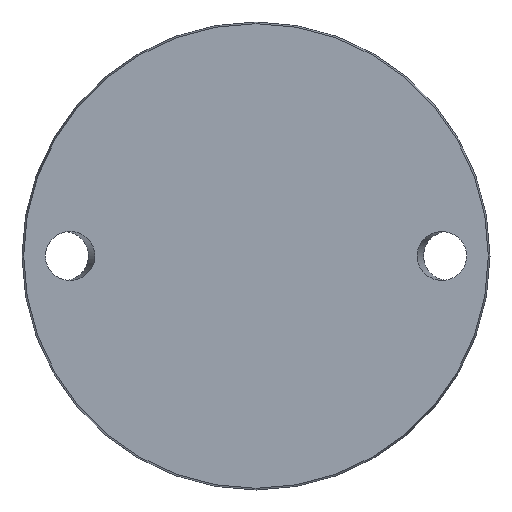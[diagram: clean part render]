
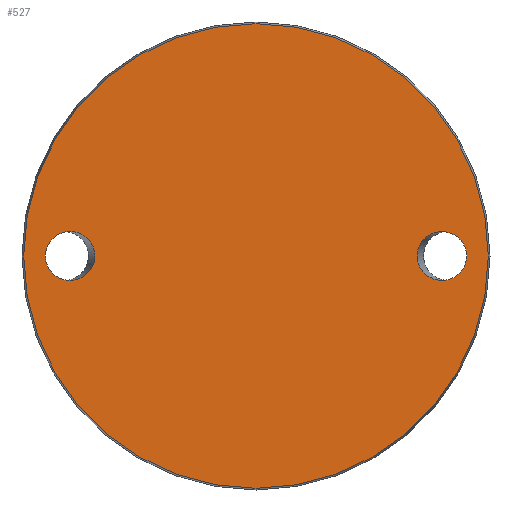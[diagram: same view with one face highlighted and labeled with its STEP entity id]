
A CAD part, front view. The second image highlights one B-rep face of the part: STEP entity #527.
In plain terms, the highlighted planar face has unit normal (0, -1, 0).
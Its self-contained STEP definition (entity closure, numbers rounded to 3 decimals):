
#20 = CARTESIAN_POINT ( 'NONE',  ( 54.385, 0., 0. ) ) ;
#32 = AXIS2_PLACEMENT_3D ( 'NONE', #254, #338, #867 ) ;
#100 = FACE_BOUND ( 'NONE', #686, .T. ) ;
#116 = CARTESIAN_POINT ( 'NONE',  ( -54.385, 0., 16.5 ) ) ;
#120 = CARTESIAN_POINT ( 'NONE',  ( -71.115, 0., 0. ) ) ;
#187 = CARTESIAN_POINT ( 'NONE',  ( -71.115, 0., 0. ) ) ;
#240 = FACE_BOUND ( 'NONE', #525, .T. ) ;
#247 = CARTESIAN_POINT ( 'NONE',  ( 71.115, 0., -16.5 ) ) ;
#248 =( BOUNDED_CURVE ( )  B_SPLINE_CURVE ( 3, ( #645, #806, #116, #952, #891, #725, #187 ),
 .UNSPECIFIED., .T., .F. ) 
 B_SPLINE_CURVE_WITH_KNOTS ( ( 4, 3, 4 ),
 ( 0., 3.142, 6.283 ),
 .UNSPECIFIED. ) 
 CURVE ( )  GEOMETRIC_REPRESENTATION_ITEM ( )  RATIONAL_B_SPLINE_CURVE ( ( 1., 0.333, 0.333, 1., 0.333, 0.333, 1. ) ) 
 REPRESENTATION_ITEM ( '' )  );
#254 = CARTESIAN_POINT ( 'NONE',  ( -78.425, 0., 0. ) ) ;
#264 = CIRCLE ( 'NONE', #934, 78.425 ) ;
#281 = VERTEX_POINT ( 'NONE', #120 ) ;
#314 = EDGE_LOOP ( 'NONE', ( #489 ) ) ;
#332 = CARTESIAN_POINT ( 'NONE',  ( 71.115, 0., 0. ) ) ;
#338 = DIRECTION ( 'NONE',  ( 0., 1., 0. ) ) ;
#349 = EDGE_CURVE ( 'NONE', #970, #970, #264, .T. ) ;
#353 = CARTESIAN_POINT ( 'NONE',  ( 54.385, 0., 0. ) ) ;
#419 =( BOUNDED_CURVE ( )  B_SPLINE_CURVE ( 3, ( #621, #626, #247, #332, #929, #708, #20 ),
 .UNSPECIFIED., .T., .F. ) 
 B_SPLINE_CURVE_WITH_KNOTS ( ( 4, 3, 4 ),
 ( 0., 3.142, 6.283 ),
 .UNSPECIFIED. ) 
 CURVE ( )  GEOMETRIC_REPRESENTATION_ITEM ( )  RATIONAL_B_SPLINE_CURVE ( ( 1., 0.333, 0.333, 1., 0.333, 0.333, 1. ) ) 
 REPRESENTATION_ITEM ( '' )  );
#458 = CARTESIAN_POINT ( 'NONE',  ( 0., 0., 0. ) ) ;
#489 = ORIENTED_EDGE ( 'NONE', *, *, #349, .T. ) ;
#501 = CARTESIAN_POINT ( 'NONE',  ( 0., 0., -78.425 ) ) ;
#525 = EDGE_LOOP ( 'NONE', ( #762 ) ) ;
#527 = ADVANCED_FACE ( 'NONE', ( #100, #240, #693 ), #643, .F. ) ;
#539 = DIRECTION ( 'NONE',  ( 0., 0., -1. ) ) ;
#612 = EDGE_CURVE ( 'NONE', #804, #804, #419, .T. ) ;
#621 = CARTESIAN_POINT ( 'NONE',  ( 54.385, 0., 0. ) ) ;
#626 = CARTESIAN_POINT ( 'NONE',  ( 54.385, 0., -16.5 ) ) ;
#643 = PLANE ( 'NONE',  #32 ) ;
#645 = CARTESIAN_POINT ( 'NONE',  ( -71.115, 0., 0. ) ) ;
#655 = EDGE_CURVE ( 'NONE', #281, #281, #248, .T. ) ;
#676 = DIRECTION ( 'NONE',  ( 0., -1., 0. ) ) ;
#686 = EDGE_LOOP ( 'NONE', ( #956 ) ) ;
#693 = FACE_OUTER_BOUND ( 'NONE', #314, .T. ) ;
#708 = CARTESIAN_POINT ( 'NONE',  ( 54.385, 0., 16.5 ) ) ;
#725 = CARTESIAN_POINT ( 'NONE',  ( -71.115, 0., -16.5 ) ) ;
#762 = ORIENTED_EDGE ( 'NONE', *, *, #612, .F. ) ;
#804 = VERTEX_POINT ( 'NONE', #353 ) ;
#806 = CARTESIAN_POINT ( 'NONE',  ( -71.115, 0., 16.5 ) ) ;
#867 = DIRECTION ( 'NONE',  ( 0., 0., 1. ) ) ;
#891 = CARTESIAN_POINT ( 'NONE',  ( -54.385, 0., -16.5 ) ) ;
#929 = CARTESIAN_POINT ( 'NONE',  ( 71.115, 0., 16.5 ) ) ;
#934 = AXIS2_PLACEMENT_3D ( 'NONE', #458, #676, #539 ) ;
#952 = CARTESIAN_POINT ( 'NONE',  ( -54.385, 0., 0. ) ) ;
#956 = ORIENTED_EDGE ( 'NONE', *, *, #655, .T. ) ;
#970 = VERTEX_POINT ( 'NONE', #501 ) ;
